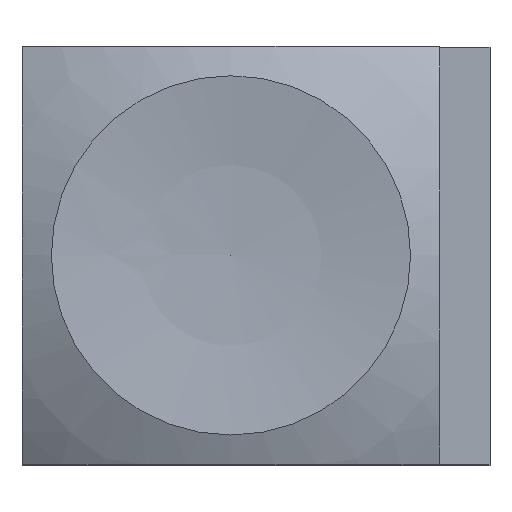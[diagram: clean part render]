
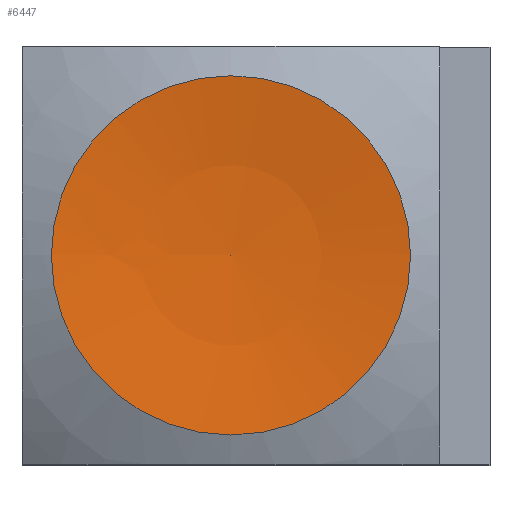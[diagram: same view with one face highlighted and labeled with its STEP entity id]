
A CAD part, top view. The second image highlights one B-rep face of the part: STEP entity #6447.
In plain terms, the highlighted spherical face has radius 40.78 mm.
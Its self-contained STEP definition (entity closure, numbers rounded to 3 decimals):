
#55=SPHERICAL_SURFACE('',#6894,40.78);
#440=FACE_OUTER_BOUND('',#796,.T.);
#796=EDGE_LOOP('',(#5778,#5779,#5780,#5781));
#901=CIRCLE('',#6895,40.78);
#902=CIRCLE('',#6896,6.448);
#903=CIRCLE('',#6897,6.448);
#3095=VERTEX_POINT('',#10442);
#3096=VERTEX_POINT('',#10443);
#3097=VERTEX_POINT('',#10445);
#3997=EDGE_CURVE('',#3095,#3096,#901,.T.);
#3998=EDGE_CURVE('',#3097,#3096,#902,.T.);
#3999=EDGE_CURVE('',#3096,#3097,#903,.T.);
#5778=ORIENTED_EDGE('',*,*,#3997,.T.);
#5779=ORIENTED_EDGE('',*,*,#3998,.F.);
#5780=ORIENTED_EDGE('',*,*,#3999,.F.);
#5781=ORIENTED_EDGE('',*,*,#3997,.F.);
#6447=ADVANCED_FACE('',(#440),#55,.F.);
#6894=AXIS2_PLACEMENT_3D('',#10441,#8569,#8570);
#6895=AXIS2_PLACEMENT_3D('',#10444,#8571,#8572);
#6896=AXIS2_PLACEMENT_3D('',#10446,#8573,#8574);
#6897=AXIS2_PLACEMENT_3D('',#10447,#8575,#8576);
#8569=DIRECTION('center_axis',(0.,0.,
1.));
#8570=DIRECTION('ref_axis',(1.,0.,0.));
#8571=DIRECTION('center_axis',(0.,1.,0.));
#8572=DIRECTION('ref_axis',(-1.,0.,0.));
#8573=DIRECTION('center_axis',(0.,0.,
-1.));
#8574=DIRECTION('ref_axis',(0.,-1.,0.));
#8575=DIRECTION('center_axis',(0.,0.,
-1.));
#8576=DIRECTION('ref_axis',(0.,-1.,0.));
#10441=CARTESIAN_POINT('Origin',(0.,0.,
64.27));
#10442=CARTESIAN_POINT('',(0.,0.,23.49));
#10443=CARTESIAN_POINT('',(-6.448,0.,24.003));
#10444=CARTESIAN_POINT('Origin',(0.,0.,
64.27));
#10445=CARTESIAN_POINT('',(0.,6.448,24.003));
#10446=CARTESIAN_POINT('Origin',(0.,0.,
24.003));
#10447=CARTESIAN_POINT('Origin',(0.,0.,
24.003));
